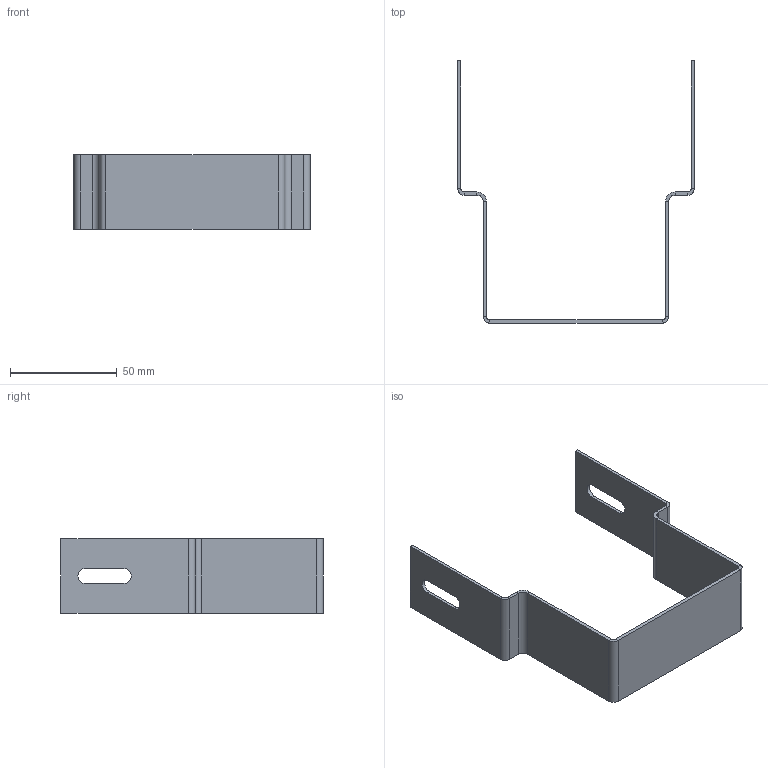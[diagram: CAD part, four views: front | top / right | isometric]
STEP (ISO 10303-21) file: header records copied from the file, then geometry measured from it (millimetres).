
FILE_DESCRIPTION (( 'STEP AP203' ), '1' );
FILE_NAME ('Ñêîáà íèæíÿÿ BMS-10_BMS1008.STEP', '2012-11-20T11:59:33', ( 'Àñååâ' ), ( '' ), 'SwSTEP 2.0', 'SolidWorks 2012', '' );
FILE_SCHEMA (( 'CONFIG_CONTROL_DESIGN' ));
Length unit declared in the file: millimetre
Products named in the file (1): Ñêîáà íèæíÿÿ BMS-10_BMS1008
Bounding box: 111 x 123 x 35 mm (x, y, z)
Volume: 17719.7 mm3; surface area: 24946.1 mm2
Topology: 1 solids, 1 shells, 62 faces, 132 edges, 72 vertices
Faces by surface type: plane 46, cylinder 16
Entity records: 1689 total; most frequent: DIRECTION 290, CARTESIAN_POINT 267, ORIENTED_EDGE 264, EDGE_CURVE 132, LINE 100, VECTOR 100, AXIS2_PLACEMENT_3D 95, VERTEX_POINT 72
